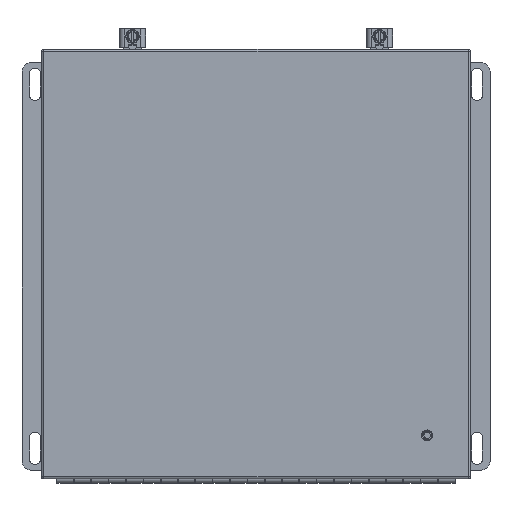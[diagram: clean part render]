
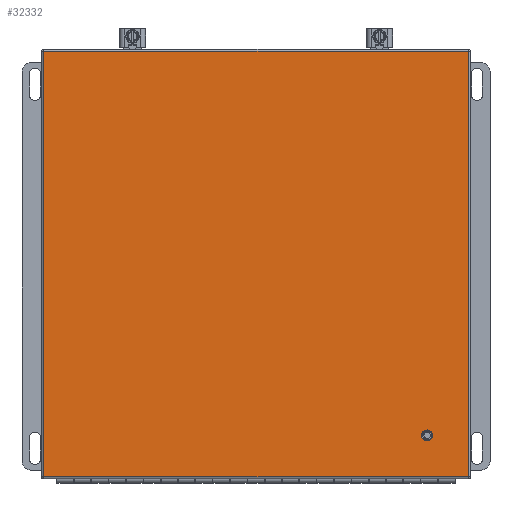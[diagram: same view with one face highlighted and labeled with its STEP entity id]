
A CAD part, top view. The second image highlights one B-rep face of the part: STEP entity #32332.
In plain terms, the highlighted planar face has unit normal (0, 0, 1).
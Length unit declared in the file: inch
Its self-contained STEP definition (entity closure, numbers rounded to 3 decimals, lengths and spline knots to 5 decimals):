
#1625 = FACE_BOUND ( 'NONE', #71991, .T. ) ;
#2022 = ORIENTED_EDGE ( 'NONE', *, *, #73947, .T. ) ;
#2392 = EDGE_CURVE ( 'NONE', #24876, #59326, #52282, .T. ) ;
#2705 = CARTESIAN_POINT ( 'NONE',  ( 12.19, 12.19, 6.185 ) ) ;
#2722 = VECTOR ( 'NONE', #16463, 39.37008 ) ;
#4080 = PLANE ( 'NONE',  #68377 ) ;
#5270 = CARTESIAN_POINT ( 'NONE',  ( -0.0652, 8.14639, 6.185 ) ) ;
#6808 = VECTOR ( 'NONE', #73339, 39.37008 ) ;
#6975 = AXIS2_PLACEMENT_3D ( 'NONE', #71299, #20070, #19689 ) ;
#7063 = EDGE_LOOP ( 'NONE', ( #43701, #28494, #63607, #70473 ) ) ;
#8673 = VERTEX_POINT ( 'NONE', #30722 ) ;
#16463 = DIRECTION ( 'NONE',  ( 0., -1., 0. ) ) ;
#17716 = CIRCLE ( 'NONE', #6975, 0.15655 ) ;
#18317 = CARTESIAN_POINT ( 'NONE',  ( 12.19, 8.14639, 6.185 ) ) ;
#19689 = DIRECTION ( 'NONE',  ( -1., 0., 0. ) ) ;
#20046 = DIRECTION ( 'NONE',  ( 0., 1., 0. ) ) ;
#20070 = DIRECTION ( 'NONE',  ( 0., 0., -1. ) ) ;
#24876 = VERTEX_POINT ( 'NONE', #70373 ) ;
#28494 = ORIENTED_EDGE ( 'NONE', *, *, #29406, .T. ) ;
#29406 = EDGE_CURVE ( 'NONE', #47943, #24876, #32381, .T. ) ;
#30302 = VERTEX_POINT ( 'NONE', #57493 ) ;
#30722 = CARTESIAN_POINT ( 'NONE',  ( 10.84072, 1.1165, 6.185 ) ) ;
#30885 = VECTOR ( 'NONE', #20046, 39.37008 ) ;
#32332 = ADVANCED_FACE ( 'NONE', ( #52012, #1625 ), #4080, .F. ) ;
#32381 = LINE ( 'NONE', #60438, #58343 ) ;
#32815 = EDGE_CURVE ( 'NONE', #30302, #47943, #57157, .T. ) ;
#43701 = ORIENTED_EDGE ( 'NONE', *, *, #32815, .T. ) ;
#47943 = VERTEX_POINT ( 'NONE', #68584 ) ;
#49574 = DIRECTION ( 'NONE',  ( 1., 0., 0. ) ) ;
#49978 = DIRECTION ( 'NONE',  ( 0., 0., -1. ) ) ;
#52012 = FACE_OUTER_BOUND ( 'NONE', #7063, .T. ) ;
#52282 = LINE ( 'NONE', #18317, #30885 ) ;
#55195 = DIRECTION ( 'NONE',  ( -1., 0., 0. ) ) ;
#57157 = LINE ( 'NONE', #5270, #2722 ) ;
#57493 = CARTESIAN_POINT ( 'NONE',  ( -0.0652, 12.19, 6.185 ) ) ;
#58343 = VECTOR ( 'NONE', #49574, 39.37008 ) ;
#59326 = VERTEX_POINT ( 'NONE', #2705 ) ;
#60438 = CARTESIAN_POINT ( 'NONE',  ( 12.24985, -0.07504, 6.185 ) ) ;
#60952 = EDGE_CURVE ( 'NONE', #59326, #30302, #67340, .T. ) ;
#61710 = CARTESIAN_POINT ( 'NONE',  ( 12.24985, 12.19, 6.185 ) ) ;
#63607 = ORIENTED_EDGE ( 'NONE', *, *, #2392, .T. ) ;
#67216 = CARTESIAN_POINT ( 'NONE',  ( 12.24985, 8.14639, 6.185 ) ) ;
#67340 = LINE ( 'NONE', #61710, #6808 ) ;
#68377 = AXIS2_PLACEMENT_3D ( 'NONE', #67216, #49978, #55195 ) ;
#68584 = CARTESIAN_POINT ( 'NONE',  ( -0.0652, -0.07504, 6.185 ) ) ;
#70373 = CARTESIAN_POINT ( 'NONE',  ( 12.19, -0.07504, 6.185 ) ) ;
#70473 = ORIENTED_EDGE ( 'NONE', *, *, #60952, .T. ) ;
#71299 = CARTESIAN_POINT ( 'NONE',  ( 10.99727, 1.1165, 6.185 ) ) ;
#71991 = EDGE_LOOP ( 'NONE', ( #2022 ) ) ;
#73339 = DIRECTION ( 'NONE',  ( -1., 0., 0. ) ) ;
#73947 = EDGE_CURVE ( 'NONE', #8673, #8673, #17716, .T. ) ;
